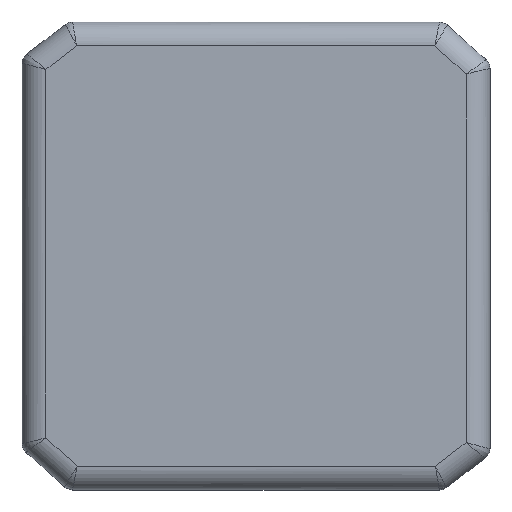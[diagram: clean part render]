
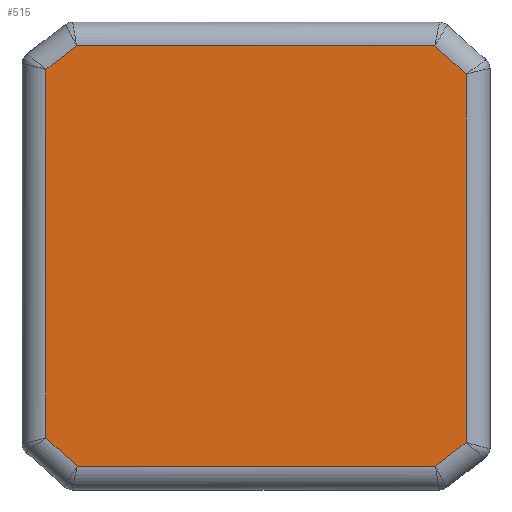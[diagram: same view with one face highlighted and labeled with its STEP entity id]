
A CAD part, front view. The second image highlights one B-rep face of the part: STEP entity #515.
In plain terms, the highlighted planar face has unit normal (0, -1, 0).
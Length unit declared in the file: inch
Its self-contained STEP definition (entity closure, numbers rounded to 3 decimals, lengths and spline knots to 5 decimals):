
#30 = CARTESIAN_POINT ( 'NONE',  ( 0., 0., -2.24335 ) ) ;
#46 = DIRECTION ( 'NONE',  ( 0.795, 0., 0.607 ) ) ;
#52 = LINE ( 'NONE', #1328, #1345 ) ;
#53 = VERTEX_POINT ( 'NONE', #1900 ) ;
#71 = VERTEX_POINT ( 'NONE', #640 ) ;
#108 = VECTOR ( 'NONE', #46, 39.37008 ) ;
#147 = VERTEX_POINT ( 'NONE', #827 ) ;
#156 = LINE ( 'NONE', #2181, #108 ) ;
#168 = LINE ( 'NONE', #1394, #2013 ) ;
#185 = ORIENTED_EDGE ( 'NONE', *, *, #675, .T. ) ;
#202 = CARTESIAN_POINT ( 'NONE',  ( 2.6681, 0., -1.99512 ) ) ;
#264 = VECTOR ( 'NONE', #463, 39.37008 ) ;
#459 = VECTOR ( 'NONE', #1466, 39.37008 ) ;
#463 = DIRECTION ( 'NONE',  ( -0.745, 0., 0.667 ) ) ;
#482 = LINE ( 'NONE', #1864, #892 ) ;
#515 = ADVANCED_FACE ( 'NONE', ( #941 ), #2096, .F. ) ;
#542 = AXIS2_PLACEMENT_3D ( 'NONE', #1019, #2287, #1200 ) ;
#588 = EDGE_CURVE ( 'NONE', #53, #1177, #168, .T. ) ;
#608 = DIRECTION ( 'NONE',  ( -1., 0., 0. ) ) ;
#625 = ORIENTED_EDGE ( 'NONE', *, *, #588, .T. ) ;
#640 = CARTESIAN_POINT ( 'NONE',  ( -1.7759, 0., 1.95242 ) ) ;
#675 = EDGE_CURVE ( 'NONE', #1363, #2083, #482, .T. ) ;
#804 = EDGE_CURVE ( 'NONE', #147, #1363, #1316, .T. ) ;
#827 = CARTESIAN_POINT ( 'NONE',  ( 2.6681, 0., 1.90453 ) ) ;
#876 = LINE ( 'NONE', #2213, #2256 ) ;
#889 = ORIENTED_EDGE ( 'NONE', *, *, #926, .T. ) ;
#892 = VECTOR ( 'NONE', #608, 39.37008 ) ;
#926 = EDGE_CURVE ( 'NONE', #2083, #71, #1878, .T. ) ;
#941 = FACE_OUTER_BOUND ( 'NONE', #1721, .T. ) ;
#1019 = CARTESIAN_POINT ( 'NONE',  ( 0., 0., 0. ) ) ;
#1083 = ORIENTED_EDGE ( 'NONE', *, *, #1954, .T. ) ;
#1126 = DIRECTION ( 'NONE',  ( 0., 0., -1. ) ) ;
#1177 = VERTEX_POINT ( 'NONE', #1729 ) ;
#1200 = DIRECTION ( 'NONE',  ( 0., 0., 1. ) ) ;
#1228 = ORIENTED_EDGE ( 'NONE', *, *, #804, .T. ) ;
#1316 = LINE ( 'NONE', #2243, #264 ) ;
#1328 = CARTESIAN_POINT ( 'NONE',  ( 2.6681, 0., 0. ) ) ;
#1345 = VECTOR ( 'NONE', #1503, 39.37008 ) ;
#1363 = VERTEX_POINT ( 'NONE', #1521 ) ;
#1369 = ORIENTED_EDGE ( 'NONE', *, *, #2044, .T. ) ;
#1394 = CARTESIAN_POINT ( 'NONE',  ( -1.75795, 0., -1.9633 ) ) ;
#1466 = DIRECTION ( 'NONE',  ( -0.795, 0., -0.607 ) ) ;
#1474 = CARTESIAN_POINT ( 'NONE',  ( -1.59493, 0., 2.09049 ) ) ;
#1503 = DIRECTION ( 'NONE',  ( 0., 0., 1. ) ) ;
#1521 = CARTESIAN_POINT ( 'NONE',  ( 2.33739, 0., 2.20065 ) ) ;
#1542 = EDGE_CURVE ( 'NONE', #1177, #1716, #2152, .T. ) ;
#1610 = VECTOR ( 'NONE', #2156, 39.37008 ) ;
#1621 = ORIENTED_EDGE ( 'NONE', *, *, #1542, .T. ) ;
#1716 = VERTEX_POINT ( 'NONE', #1952 ) ;
#1721 = EDGE_LOOP ( 'NONE', ( #185, #889, #1083, #625, #1621, #2162, #1369, #1228 ) ) ;
#1724 = VERTEX_POINT ( 'NONE', #202 ) ;
#1729 = CARTESIAN_POINT ( 'NONE',  ( -1.44519, 0., -2.24335 ) ) ;
#1830 = EDGE_CURVE ( 'NONE', #1716, #1724, #156, .T. ) ;
#1864 = CARTESIAN_POINT ( 'NONE',  ( 0., 0., 2.20065 ) ) ;
#1877 = CARTESIAN_POINT ( 'NONE',  ( -1.45054, 0., 2.20065 ) ) ;
#1878 = LINE ( 'NONE', #1474, #459 ) ;
#1900 = CARTESIAN_POINT ( 'NONE',  ( -1.7759, 0., -1.94723 ) ) ;
#1952 = CARTESIAN_POINT ( 'NONE',  ( 2.34274, 0., -2.24335 ) ) ;
#1954 = EDGE_CURVE ( 'NONE', #71, #53, #876, .T. ) ;
#2013 = VECTOR ( 'NONE', #2296, 39.37008 ) ;
#2044 = EDGE_CURVE ( 'NONE', #1724, #147, #52, .T. ) ;
#2083 = VERTEX_POINT ( 'NONE', #1877 ) ;
#2096 = PLANE ( 'NONE',  #542 ) ;
#2152 = LINE ( 'NONE', #30, #1610 ) ;
#2156 = DIRECTION ( 'NONE',  ( 1., 0., 0. ) ) ;
#2162 = ORIENTED_EDGE ( 'NONE', *, *, #1830, .T. ) ;
#2181 = CARTESIAN_POINT ( 'NONE',  ( 1.94378, 0., -2.54773 ) ) ;
#2213 = CARTESIAN_POINT ( 'NONE',  ( -1.7759, 0., 0. ) ) ;
#2243 = CARTESIAN_POINT ( 'NONE',  ( 2.13375, 0., 2.38299 ) ) ;
#2256 = VECTOR ( 'NONE', #1126, 39.37008 ) ;
#2287 = DIRECTION ( 'NONE',  ( 0., 1., 0. ) ) ;
#2296 = DIRECTION ( 'NONE',  ( 0.745, 0., -0.667 ) ) ;
